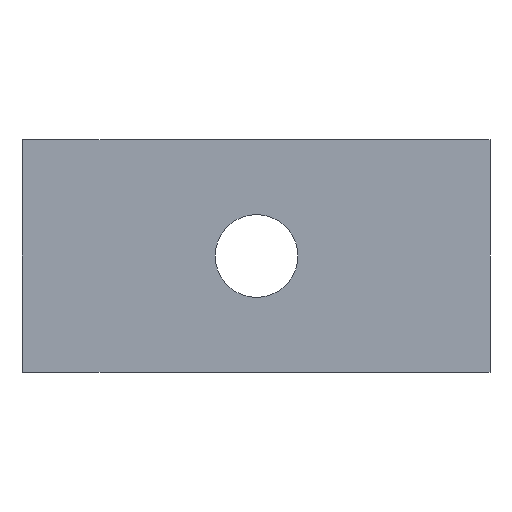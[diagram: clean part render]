
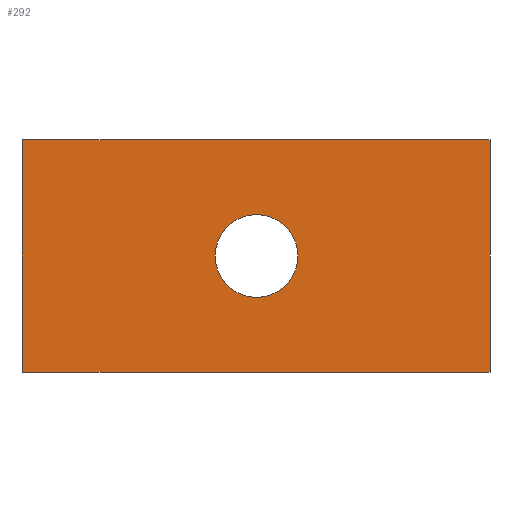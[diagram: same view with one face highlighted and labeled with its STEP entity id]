
A CAD part, front view. The second image highlights one B-rep face of the part: STEP entity #292.
In plain terms, the highlighted planar face has unit normal (0, -1, 0).
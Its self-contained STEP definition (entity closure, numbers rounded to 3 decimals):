
#50=CARTESIAN_POINT('',(-158.817,269.649,534.456));
#51=VERTEX_POINT('',#50);
#58=CARTESIAN_POINT('',(-140.717,269.649,534.456));
#59=VERTEX_POINT('',#58);
#60=CARTESIAN_POINT('',(-158.817,269.649,534.456));
#61=DIRECTION('',(1.,0.,-0.));
#62=VECTOR('',#61,18.1);
#63=LINE('',#60,#62);
#64=EDGE_CURVE('',#51,#59,#63,.T.);
#154=CARTESIAN_POINT('',(-158.817,269.649,525.456));
#155=VERTEX_POINT('',#154);
#210=CARTESIAN_POINT('',(-140.717,269.649,525.456));
#211=VERTEX_POINT('',#210);
#218=CARTESIAN_POINT('',(-158.817,269.649,525.456));
#219=DIRECTION('',(1.,0.,-0.));
#220=VECTOR('',#219,18.1);
#221=LINE('',#218,#220);
#222=EDGE_CURVE('',#155,#211,#221,.T.);
#249=CARTESIAN_POINT('',(-158.817,269.649,534.456));
#250=DIRECTION('',(-0.,0.,-1.));
#251=VECTOR('',#250,9.);
#252=LINE('',#249,#251);
#253=EDGE_CURVE('',#51,#155,#252,.T.);
#265=CARTESIAN_POINT('',(-158.817,269.649,531.706));
#266=DIRECTION('',(0.,1.,0.));
#267=DIRECTION('',(1.,0.,-0.));
#268=AXIS2_PLACEMENT_3D('',#265,#266,#267);
#269=PLANE('',#268);
#270=CARTESIAN_POINT('',(-148.147,269.649,529.956));
#271=VERTEX_POINT('',#270);
#272=CARTESIAN_POINT('',(-149.747,269.649,529.956));
#273=DIRECTION('',(0.,1.,0.));
#274=DIRECTION('',(1.,0.,-0.));
#275=AXIS2_PLACEMENT_3D('',#272,#273,#274);
#276=CIRCLE('',#275,1.6);
#277=EDGE_CURVE('',#271,#271,#276,.T.);
#278=ORIENTED_EDGE('',*,*,#277,.T.);
#279=EDGE_LOOP('',(#278));
#280=FACE_BOUND('',#279,.T.);
#281=ORIENTED_EDGE('',*,*,#222,.T.);
#282=CARTESIAN_POINT('',(-140.717,269.649,534.456));
#283=DIRECTION('',(-0.,0.,-1.));
#284=VECTOR('',#283,9.);
#285=LINE('',#282,#284);
#286=EDGE_CURVE('',#59,#211,#285,.T.);
#287=ORIENTED_EDGE('',*,*,#286,.F.);
#288=ORIENTED_EDGE('',*,*,#64,.F.);
#289=ORIENTED_EDGE('',*,*,#253,.T.);
#290=EDGE_LOOP('',(#281,#287,#288,#289));
#291=FACE_BOUND('',#290,.T.);
#292=ADVANCED_FACE('',(#280,#291),#269,.F.);
